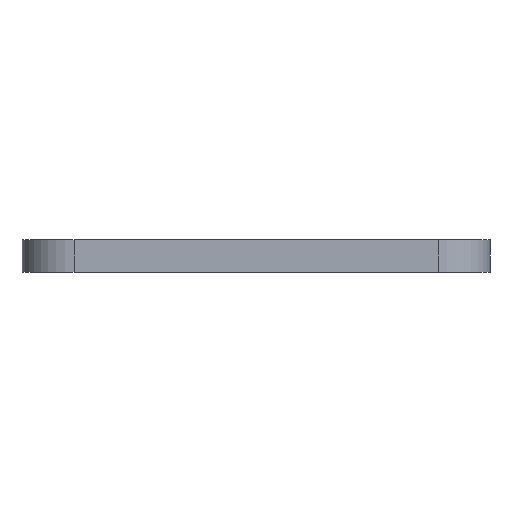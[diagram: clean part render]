
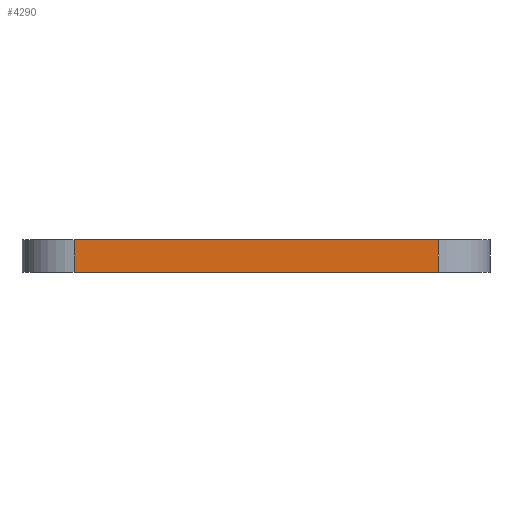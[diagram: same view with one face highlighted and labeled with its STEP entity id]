
A CAD part, left-side view. The second image highlights one B-rep face of the part: STEP entity #4290.
In plain terms, the highlighted planar face has unit normal (-1, 0, 0).
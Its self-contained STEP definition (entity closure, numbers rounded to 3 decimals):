
#84 = PLANE('',#85);
#85 = AXIS2_PLACEMENT_3D('',#86,#87,#88);
#86 = CARTESIAN_POINT('',(148.501,-105.004,1.6));
#87 = DIRECTION('',(0.,0.,1.));
#88 = DIRECTION('',(1.,0.,-0.));
#139 = PLANE('',#140);
#140 = AXIS2_PLACEMENT_3D('',#141,#142,#143);
#141 = CARTESIAN_POINT('',(148.501,-105.004,0.));
#142 = DIRECTION('',(0.,0.,1.));
#143 = DIRECTION('',(1.,0.,-0.));
#248 = CYLINDRICAL_SURFACE('',#249,2.54);
#249 = AXIS2_PLACEMENT_3D('',#250,#251,#252);
#250 = CARTESIAN_POINT('',(125.641,-96.114,0.));
#251 = DIRECTION('',(-0.,-0.,-1.));
#252 = DIRECTION('',(1.,0.,-0.));
#309 = VERTEX_POINT('',#310);
#310 = CARTESIAN_POINT('',(123.101,-96.114,0.));
#332 = EDGE_CURVE('',#333,#309,#335,.T.);
#333 = VERTEX_POINT('',#334);
#334 = CARTESIAN_POINT('',(123.101,-113.894,0.));
#335 = SURFACE_CURVE('',#336,(#340,#347),.PCURVE_S1.);
#336 = LINE('',#337,#338);
#337 = CARTESIAN_POINT('',(123.101,-113.894,0.));
#338 = VECTOR('',#339,1.);
#339 = DIRECTION('',(0.,1.,0.));
#340 = PCURVE('',#139,#341);
#341 = DEFINITIONAL_REPRESENTATION('',(#342),#346);
#342 = LINE('',#343,#344);
#343 = CARTESIAN_POINT('',(-25.4,-8.89));
#344 = VECTOR('',#345,1.);
#345 = DIRECTION('',(0.,1.));
#346 = ( GEOMETRIC_REPRESENTATION_CONTEXT(2) 
PARAMETRIC_REPRESENTATION_CONTEXT() REPRESENTATION_CONTEXT('2D SPACE',''
  ) );
#347 = PCURVE('',#348,#353);
#348 = PLANE('',#349);
#349 = AXIS2_PLACEMENT_3D('',#350,#351,#352);
#350 = CARTESIAN_POINT('',(123.101,-113.894,0.));
#351 = DIRECTION('',(-1.,0.,0.));
#352 = DIRECTION('',(0.,1.,0.));
#353 = DEFINITIONAL_REPRESENTATION('',(#354),#358);
#354 = LINE('',#355,#356);
#355 = CARTESIAN_POINT('',(0.,0.));
#356 = VECTOR('',#357,1.);
#357 = DIRECTION('',(1.,0.));
#358 = ( GEOMETRIC_REPRESENTATION_CONTEXT(2) 
PARAMETRIC_REPRESENTATION_CONTEXT() REPRESENTATION_CONTEXT('2D SPACE',''
  ) );
#377 = CYLINDRICAL_SURFACE('',#378,2.54);
#378 = AXIS2_PLACEMENT_3D('',#379,#380,#381);
#379 = CARTESIAN_POINT('',(125.641,-113.894,0.));
#380 = DIRECTION('',(-0.,-0.,-1.));
#381 = DIRECTION('',(1.,0.,-0.));
#2430 = VERTEX_POINT('',#2431);
#2431 = CARTESIAN_POINT('',(123.101,-96.114,1.6));
#2453 = EDGE_CURVE('',#2454,#2430,#2456,.T.);
#2454 = VERTEX_POINT('',#2455);
#2455 = CARTESIAN_POINT('',(123.101,-113.894,1.6));
#2456 = SURFACE_CURVE('',#2457,(#2461,#2468),.PCURVE_S1.);
#2457 = LINE('',#2458,#2459);
#2458 = CARTESIAN_POINT('',(123.101,-113.894,1.6));
#2459 = VECTOR('',#2460,1.);
#2460 = DIRECTION('',(0.,1.,0.));
#2461 = PCURVE('',#84,#2462);
#2462 = DEFINITIONAL_REPRESENTATION('',(#2463),#2467);
#2463 = LINE('',#2464,#2465);
#2464 = CARTESIAN_POINT('',(-25.4,-8.89));
#2465 = VECTOR('',#2466,1.);
#2466 = DIRECTION('',(0.,1.));
#2467 = ( GEOMETRIC_REPRESENTATION_CONTEXT(2) 
PARAMETRIC_REPRESENTATION_CONTEXT() REPRESENTATION_CONTEXT('2D SPACE',''
  ) );
#2468 = PCURVE('',#348,#2469);
#2469 = DEFINITIONAL_REPRESENTATION('',(#2470),#2474);
#2470 = LINE('',#2471,#2472);
#2471 = CARTESIAN_POINT('',(0.,-1.6));
#2472 = VECTOR('',#2473,1.);
#2473 = DIRECTION('',(1.,0.));
#2474 = ( GEOMETRIC_REPRESENTATION_CONTEXT(2) 
PARAMETRIC_REPRESENTATION_CONTEXT() REPRESENTATION_CONTEXT('2D SPACE',''
  ) );
#4242 = EDGE_CURVE('',#309,#2430,#4243,.T.);
#4243 = SURFACE_CURVE('',#4244,(#4248,#4255),.PCURVE_S1.);
#4244 = LINE('',#4245,#4246);
#4245 = CARTESIAN_POINT('',(123.101,-96.114,0.));
#4246 = VECTOR('',#4247,1.);
#4247 = DIRECTION('',(0.,0.,1.));
#4248 = PCURVE('',#248,#4249);
#4249 = DEFINITIONAL_REPRESENTATION('',(#4250),#4254);
#4250 = LINE('',#4251,#4252);
#4251 = CARTESIAN_POINT('',(-3.142,0.));
#4252 = VECTOR('',#4253,1.);
#4253 = DIRECTION('',(-0.,-1.));
#4254 = ( GEOMETRIC_REPRESENTATION_CONTEXT(2) 
PARAMETRIC_REPRESENTATION_CONTEXT() REPRESENTATION_CONTEXT('2D SPACE',''
  ) );
#4255 = PCURVE('',#348,#4256);
#4256 = DEFINITIONAL_REPRESENTATION('',(#4257),#4261);
#4257 = LINE('',#4258,#4259);
#4258 = CARTESIAN_POINT('',(17.78,0.));
#4259 = VECTOR('',#4260,1.);
#4260 = DIRECTION('',(0.,-1.));
#4261 = ( GEOMETRIC_REPRESENTATION_CONTEXT(2) 
PARAMETRIC_REPRESENTATION_CONTEXT() REPRESENTATION_CONTEXT('2D SPACE',''
  ) );
#4290 = ADVANCED_FACE('',(#4291),#348,.T.);
#4291 = FACE_BOUND('',#4292,.T.);
#4292 = EDGE_LOOP('',(#4293,#4314,#4315,#4316));
#4293 = ORIENTED_EDGE('',*,*,#4294,.T.);
#4294 = EDGE_CURVE('',#333,#2454,#4295,.T.);
#4295 = SURFACE_CURVE('',#4296,(#4300,#4307),.PCURVE_S1.);
#4296 = LINE('',#4297,#4298);
#4297 = CARTESIAN_POINT('',(123.101,-113.894,0.));
#4298 = VECTOR('',#4299,1.);
#4299 = DIRECTION('',(0.,0.,1.));
#4300 = PCURVE('',#348,#4301);
#4301 = DEFINITIONAL_REPRESENTATION('',(#4302),#4306);
#4302 = LINE('',#4303,#4304);
#4303 = CARTESIAN_POINT('',(0.,0.));
#4304 = VECTOR('',#4305,1.);
#4305 = DIRECTION('',(0.,-1.));
#4306 = ( GEOMETRIC_REPRESENTATION_CONTEXT(2) 
PARAMETRIC_REPRESENTATION_CONTEXT() REPRESENTATION_CONTEXT('2D SPACE',''
  ) );
#4307 = PCURVE('',#377,#4308);
#4308 = DEFINITIONAL_REPRESENTATION('',(#4309),#4313);
#4309 = LINE('',#4310,#4311);
#4310 = CARTESIAN_POINT('',(-3.142,0.));
#4311 = VECTOR('',#4312,1.);
#4312 = DIRECTION('',(-0.,-1.));
#4313 = ( GEOMETRIC_REPRESENTATION_CONTEXT(2) 
PARAMETRIC_REPRESENTATION_CONTEXT() REPRESENTATION_CONTEXT('2D SPACE',''
  ) );
#4314 = ORIENTED_EDGE('',*,*,#2453,.T.);
#4315 = ORIENTED_EDGE('',*,*,#4242,.F.);
#4316 = ORIENTED_EDGE('',*,*,#332,.F.);
